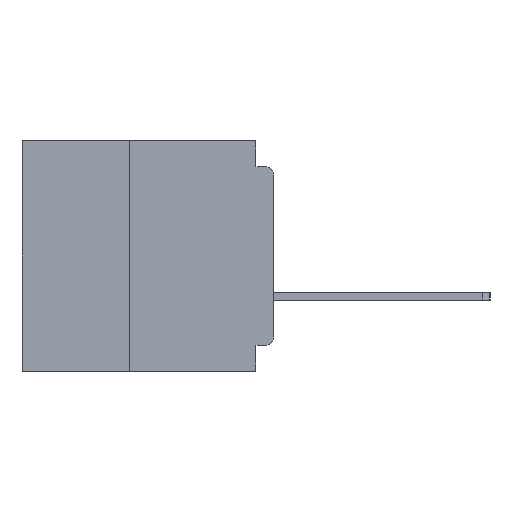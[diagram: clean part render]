
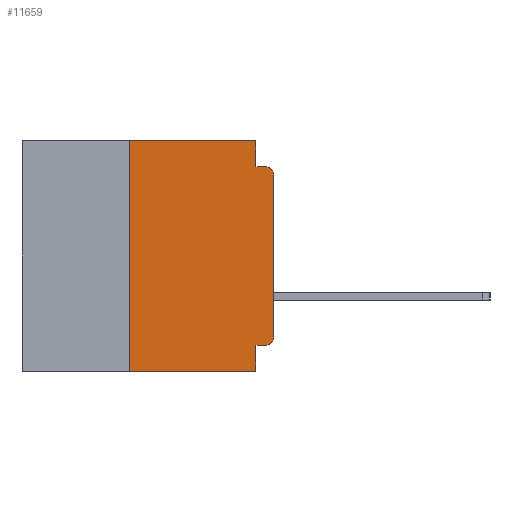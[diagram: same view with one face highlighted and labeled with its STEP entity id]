
A CAD part, left-side view. The second image highlights one B-rep face of the part: STEP entity #11659.
In plain terms, the highlighted planar face has unit normal (-1, 0, 0).
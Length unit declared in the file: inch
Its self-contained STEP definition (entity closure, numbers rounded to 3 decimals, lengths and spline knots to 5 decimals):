
#1944 = VERTEX_POINT ( 'NONE', #24853 ) ;
#2124 = LINE ( 'NONE', #3370, #30005 ) ;
#2457 = DIRECTION ( 'NONE',  ( -1., 0., 0. ) ) ;
#2596 = CARTESIAN_POINT ( 'NONE',  ( 0., 0.437, 0. ) ) ;
#2655 = VERTEX_POINT ( 'NONE', #21041 ) ;
#3169 = VECTOR ( 'NONE', #5678, 39.37008 ) ;
#3370 = CARTESIAN_POINT ( 'NONE',  ( 0., 0.031, 0. ) ) ;
#3527 = EDGE_CURVE ( 'NONE', #1944, #17106, #8943, .T. ) ;
#5678 = DIRECTION ( 'NONE',  ( 0., 1., 0. ) ) ;
#5826 = LINE ( 'NONE', #38846, #22905 ) ;
#5833 = CARTESIAN_POINT ( 'NONE',  ( 0., 0., -0.355 ) ) ;
#6040 = VERTEX_POINT ( 'NONE', #25594 ) ;
#6324 = DIRECTION ( 'NONE',  ( 0., -1., 0. ) ) ;
#6874 = EDGE_CURVE ( 'NONE', #6040, #36794, #2124, .T. ) ;
#7341 = LINE ( 'NONE', #39252, #44447 ) ;
#7986 = EDGE_CURVE ( 'NONE', #17621, #22854, #11179, .T. ) ;
#8262 = ORIENTED_EDGE ( 'NONE', *, *, #3527, .T. ) ;
#8792 = CARTESIAN_POINT ( 'NONE',  ( 0., 0.25, -0.4 ) ) ;
#8943 = CIRCLE ( 'NONE', #24155, 0.015 ) ;
#9912 = CARTESIAN_POINT ( 'NONE',  ( 0., 0.437, 0. ) ) ;
#10082 = CARTESIAN_POINT ( 'NONE',  ( 0., 0.015, -0.34 ) ) ;
#10459 = LINE ( 'NONE', #17469, #29725 ) ;
#10590 = CARTESIAN_POINT ( 'NONE',  ( 0., 0.031, -0.045 ) ) ;
#11179 = CIRCLE ( 'NONE', #39303, 0.015 ) ;
#11310 = CARTESIAN_POINT ( 'NONE',  ( 0., 0.031, -0.4 ) ) ;
#11403 = VERTEX_POINT ( 'NONE', #22964 ) ;
#11422 = CARTESIAN_POINT ( 'NONE',  ( 0., 0.031, -0.4 ) ) ;
#11659 = ADVANCED_FACE ( 'NONE', ( #31276 ), #28135, .F. ) ;
#11728 = ORIENTED_EDGE ( 'NONE', *, *, #39234, .F. ) ;
#13195 = EDGE_CURVE ( 'NONE', #1944, #11403, #32150, .T. ) ;
#13366 = ORIENTED_EDGE ( 'NONE', *, *, #37319, .T. ) ;
#13639 = DIRECTION ( 'NONE',  ( 0., 0., 1. ) ) ;
#13705 = DIRECTION ( 'NONE',  ( 0., 0., -1. ) ) ;
#13713 = DIRECTION ( 'NONE',  ( 0., 0., -1. ) ) ;
#14300 = CARTESIAN_POINT ( 'NONE',  ( 0., 0., -0.06 ) ) ;
#14714 = AXIS2_PLACEMENT_3D ( 'NONE', #9912, #35369, #13705 ) ;
#17106 = VERTEX_POINT ( 'NONE', #20722 ) ;
#17469 = CARTESIAN_POINT ( 'NONE',  ( 0., 0.25, -0.4 ) ) ;
#17621 = VERTEX_POINT ( 'NONE', #14300 ) ;
#20722 = CARTESIAN_POINT ( 'NONE',  ( 0., 0., -0.34 ) ) ;
#20885 = DIRECTION ( 'NONE',  ( 0., -1., 0. ) ) ;
#21041 = CARTESIAN_POINT ( 'NONE',  ( 0., 0.25, 0. ) ) ;
#22447 = VECTOR ( 'NONE', #25928, 39.37008 ) ;
#22854 = VERTEX_POINT ( 'NONE', #40131 ) ;
#22905 = VECTOR ( 'NONE', #13639, 39.37008 ) ;
#22964 = CARTESIAN_POINT ( 'NONE',  ( 0., 0.031, -0.355 ) ) ;
#22993 = LINE ( 'NONE', #2596, #40859 ) ;
#23704 = EDGE_CURVE ( 'NONE', #28899, #2655, #10459, .T. ) ;
#24155 = AXIS2_PLACEMENT_3D ( 'NONE', #10082, #35390, #13713 ) ;
#24235 = ORIENTED_EDGE ( 'NONE', *, *, #13195, .F. ) ;
#24325 = CARTESIAN_POINT ( 'NONE',  ( 0., 0.015, -0.06 ) ) ;
#24853 = CARTESIAN_POINT ( 'NONE',  ( 0., 0.015, -0.355 ) ) ;
#25041 = DIRECTION ( 'NONE',  ( 0., -1., 0. ) ) ;
#25179 = VERTEX_POINT ( 'NONE', #11422 ) ;
#25351 = ORIENTED_EDGE ( 'NONE', *, *, #32330, .F. ) ;
#25594 = CARTESIAN_POINT ( 'NONE',  ( 0., 0.031, 0. ) ) ;
#25928 = DIRECTION ( 'NONE',  ( 0., 0., -1. ) ) ;
#27853 = EDGE_CURVE ( 'NONE', #17106, #17621, #5826, .T. ) ;
#27928 = DIRECTION ( 'NONE',  ( 0., 0., -1. ) ) ;
#28135 = PLANE ( 'NONE',  #14714 ) ;
#28204 = DIRECTION ( 'NONE',  ( 0., 0., 1. ) ) ;
#28814 = DIRECTION ( 'NONE',  ( 0., 0., -1. ) ) ;
#28899 = VERTEX_POINT ( 'NONE', #8792 ) ;
#29564 = ORIENTED_EDGE ( 'NONE', *, *, #6874, .F. ) ;
#29725 = VECTOR ( 'NONE', #28204, 39.37008 ) ;
#30005 = VECTOR ( 'NONE', #28814, 39.37008 ) ;
#31276 = FACE_OUTER_BOUND ( 'NONE', #44863, .T. ) ;
#31577 = CARTESIAN_POINT ( 'NONE',  ( 0., 0.437, -0.4 ) ) ;
#32150 = LINE ( 'NONE', #5833, #3169 ) ;
#32330 = EDGE_CURVE ( 'NONE', #11403, #25179, #42553, .T. ) ;
#33221 = EDGE_CURVE ( 'NONE', #2655, #6040, #22993, .T. ) ;
#33897 = ORIENTED_EDGE ( 'NONE', *, *, #23704, .F. ) ;
#34257 = ORIENTED_EDGE ( 'NONE', *, *, #7986, .T. ) ;
#35369 = DIRECTION ( 'NONE',  ( 1., 0., 0. ) ) ;
#35390 = DIRECTION ( 'NONE',  ( -1., 0., 0. ) ) ;
#36794 = VERTEX_POINT ( 'NONE', #10590 ) ;
#37319 = EDGE_CURVE ( 'NONE', #28899, #25179, #42474, .T. ) ;
#38353 = ORIENTED_EDGE ( 'NONE', *, *, #33221, .F. ) ;
#38846 = CARTESIAN_POINT ( 'NONE',  ( 0., 0., 0. ) ) ;
#39234 = EDGE_CURVE ( 'NONE', #36794, #22854, #7341, .T. ) ;
#39252 = CARTESIAN_POINT ( 'NONE',  ( 0., 0., -0.045 ) ) ;
#39303 = AXIS2_PLACEMENT_3D ( 'NONE', #24325, #2457, #27928 ) ;
#40131 = CARTESIAN_POINT ( 'NONE',  ( 0., 0.015, -0.045 ) ) ;
#40859 = VECTOR ( 'NONE', #6324, 39.37008 ) ;
#41346 = VECTOR ( 'NONE', #20885, 39.37008 ) ;
#42474 = LINE ( 'NONE', #31577, #41346 ) ;
#42553 = LINE ( 'NONE', #11310, #22447 ) ;
#44447 = VECTOR ( 'NONE', #25041, 39.37008 ) ;
#44642 = ORIENTED_EDGE ( 'NONE', *, *, #27853, .T. ) ;
#44863 = EDGE_LOOP ( 'NONE', ( #44642, #34257, #11728, #29564, #38353, #33897, #13366, #25351, #24235, #8262 ) ) ;
